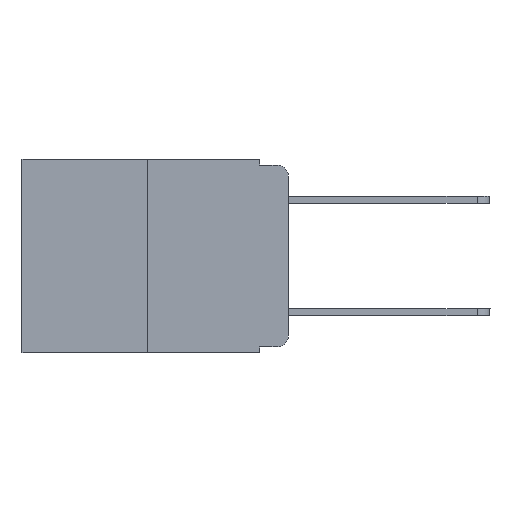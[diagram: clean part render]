
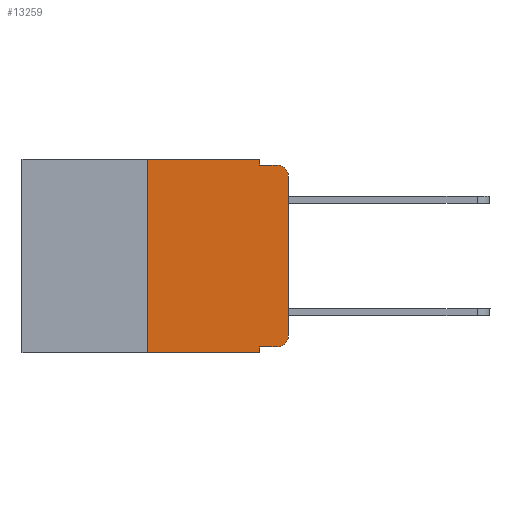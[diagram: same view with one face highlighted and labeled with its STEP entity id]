
A CAD part, left-side view. The second image highlights one B-rep face of the part: STEP entity #13259.
In plain terms, the highlighted planar face has unit normal (-1, 0, 0).
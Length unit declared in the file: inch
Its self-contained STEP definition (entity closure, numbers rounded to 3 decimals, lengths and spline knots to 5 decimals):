
#193 = LINE ( 'NONE', #5965, #11955 ) ;
#279 = DIRECTION ( 'NONE',  ( 0., 0., -1. ) ) ;
#495 = DIRECTION ( 'NONE',  ( 1., 0., 0. ) ) ;
#687 = DIRECTION ( 'NONE',  ( 0., 0., -1. ) ) ;
#957 = DIRECTION ( 'NONE',  ( 0., -1., 0. ) ) ;
#1159 = EDGE_CURVE ( 'NONE', #8055, #5889, #12873, .T. ) ;
#1239 = ORIENTED_EDGE ( 'NONE', *, *, #1374, .F. ) ;
#1263 = ORIENTED_EDGE ( 'NONE', *, *, #13126, .F. ) ;
#1338 = DIRECTION ( 'NONE',  ( 0., 0., 1. ) ) ;
#1374 = EDGE_CURVE ( 'NONE', #10283, #10535, #9815, .T. ) ;
#1447 = ORIENTED_EDGE ( 'NONE', *, *, #1159, .T. ) ;
#1965 = DIRECTION ( 'NONE',  ( 0., 0., -1. ) ) ;
#2047 = EDGE_CURVE ( 'NONE', #5889, #4299, #10702, .T. ) ;
#2576 = CARTESIAN_POINT ( 'NONE',  ( 0., 0.25, 0. ) ) ;
#2639 = DIRECTION ( 'NONE',  ( -1., 0., 0. ) ) ;
#2938 = CARTESIAN_POINT ( 'NONE',  ( 0., 0.02, -0.333 ) ) ;
#3175 = VERTEX_POINT ( 'NONE', #9027 ) ;
#3524 = LINE ( 'NONE', #9139, #4241 ) ;
#4219 = VECTOR ( 'NONE', #687, 39.37008 ) ;
#4241 = VECTOR ( 'NONE', #10386, 39.37008 ) ;
#4299 = VERTEX_POINT ( 'NONE', #6346 ) ;
#4859 = VECTOR ( 'NONE', #957, 39.37008 ) ;
#4910 = ORIENTED_EDGE ( 'NONE', *, *, #7262, .F. ) ;
#5356 = CARTESIAN_POINT ( 'NONE',  ( 0., 0.051, -0.333 ) ) ;
#5437 = CARTESIAN_POINT ( 'NONE',  ( 0., 0.051, -0.01 ) ) ;
#5547 = LINE ( 'NONE', #5437, #4859 ) ;
#5703 = LINE ( 'NONE', #14118, #5885 ) ;
#5735 = VERTEX_POINT ( 'NONE', #14152 ) ;
#5885 = VECTOR ( 'NONE', #14219, 39.37008 ) ;
#5889 = VERTEX_POINT ( 'NONE', #12613 ) ;
#5965 = CARTESIAN_POINT ( 'NONE',  ( 0., 0.25, 0. ) ) ;
#5977 = CARTESIAN_POINT ( 'NONE',  ( 0., 0.051, 0. ) ) ;
#6032 = VERTEX_POINT ( 'NONE', #8176 ) ;
#6346 = CARTESIAN_POINT ( 'NONE',  ( 0., 0., -0.03 ) ) ;
#6388 = CARTESIAN_POINT ( 'NONE',  ( 0., 0.051, 0. ) ) ;
#7262 = EDGE_CURVE ( 'NONE', #6032, #5735, #5547, .T. ) ;
#7274 = ORIENTED_EDGE ( 'NONE', *, *, #10549, .T. ) ;
#7287 = EDGE_LOOP ( 'NONE', ( #8593, #7274, #4910, #12480, #9966, #1263, #9763, #1239, #12706, #1447 ) ) ;
#8055 = VERTEX_POINT ( 'NONE', #2938 ) ;
#8176 = CARTESIAN_POINT ( 'NONE',  ( 0., 0.051, -0.01 ) ) ;
#8593 = ORIENTED_EDGE ( 'NONE', *, *, #2047, .T. ) ;
#9027 = CARTESIAN_POINT ( 'NONE',  ( 0., 0.25, -0.343 ) ) ;
#9084 = VECTOR ( 'NONE', #9447, 39.37008 ) ;
#9139 = CARTESIAN_POINT ( 'NONE',  ( 0., 0.051, -0.333 ) ) ;
#9447 = DIRECTION ( 'NONE',  ( 0., 0., -1. ) ) ;
#9468 = VERTEX_POINT ( 'NONE', #5977 ) ;
#9500 = PLANE ( 'NONE',  #12958 ) ;
#9763 = ORIENTED_EDGE ( 'NONE', *, *, #13237, .T. ) ;
#9815 = LINE ( 'NONE', #10528, #9084 ) ;
#9890 = EDGE_CURVE ( 'NONE', #10283, #8055, #3524, .T. ) ;
#9966 = ORIENTED_EDGE ( 'NONE', *, *, #10619, .F. ) ;
#10283 = VERTEX_POINT ( 'NONE', #5356 ) ;
#10333 = EDGE_CURVE ( 'NONE', #9468, #6032, #12634, .T. ) ;
#10386 = DIRECTION ( 'NONE',  ( 0., -1., 0. ) ) ;
#10515 = AXIS2_PLACEMENT_3D ( 'NONE', #11577, #2639, #279 ) ;
#10528 = CARTESIAN_POINT ( 'NONE',  ( 0., 0.051, 0. ) ) ;
#10535 = VERTEX_POINT ( 'NONE', #12643 ) ;
#10549 = EDGE_CURVE ( 'NONE', #4299, #5735, #11181, .T. ) ;
#10619 = EDGE_CURVE ( 'NONE', #12486, #9468, #10997, .T. ) ;
#10632 = VECTOR ( 'NONE', #13244, 39.37008 ) ;
#10640 = DIRECTION ( 'NONE',  ( 0., 0., -1. ) ) ;
#10667 = AXIS2_PLACEMENT_3D ( 'NONE', #13516, #11148, #1965 ) ;
#10702 = LINE ( 'NONE', #12893, #14475 ) ;
#10997 = LINE ( 'NONE', #14199, #10632 ) ;
#11148 = DIRECTION ( 'NONE',  ( -1., 0., 0. ) ) ;
#11181 = CIRCLE ( 'NONE', #10515, 0.02 ) ;
#11577 = CARTESIAN_POINT ( 'NONE',  ( 0., 0.02, -0.03 ) ) ;
#11955 = VECTOR ( 'NONE', #1338, 39.37008 ) ;
#12480 = ORIENTED_EDGE ( 'NONE', *, *, #10333, .F. ) ;
#12486 = VERTEX_POINT ( 'NONE', #2576 ) ;
#12613 = CARTESIAN_POINT ( 'NONE',  ( 0., 0., -0.313 ) ) ;
#12634 = LINE ( 'NONE', #6388, #4219 ) ;
#12643 = CARTESIAN_POINT ( 'NONE',  ( 0., 0.051, -0.343 ) ) ;
#12706 = ORIENTED_EDGE ( 'NONE', *, *, #9890, .T. ) ;
#12784 = DIRECTION ( 'NONE',  ( 0., 0., 1. ) ) ;
#12852 = FACE_OUTER_BOUND ( 'NONE', #7287, .T. ) ;
#12873 = CIRCLE ( 'NONE', #10667, 0.02 ) ;
#12893 = CARTESIAN_POINT ( 'NONE',  ( 0., 0., 0. ) ) ;
#12958 = AXIS2_PLACEMENT_3D ( 'NONE', #13010, #495, #10640 ) ;
#13010 = CARTESIAN_POINT ( 'NONE',  ( 0., 0.473, 0. ) ) ;
#13126 = EDGE_CURVE ( 'NONE', #3175, #12486, #193, .T. ) ;
#13237 = EDGE_CURVE ( 'NONE', #3175, #10535, #5703, .T. ) ;
#13244 = DIRECTION ( 'NONE',  ( 0., -1., 0. ) ) ;
#13259 = ADVANCED_FACE ( 'NONE', ( #12852 ), #9500, .F. ) ;
#13516 = CARTESIAN_POINT ( 'NONE',  ( 0., 0.02, -0.313 ) ) ;
#14118 = CARTESIAN_POINT ( 'NONE',  ( 0., 0.473, -0.343 ) ) ;
#14152 = CARTESIAN_POINT ( 'NONE',  ( 0., 0.02, -0.01 ) ) ;
#14199 = CARTESIAN_POINT ( 'NONE',  ( 0., 0.473, 0. ) ) ;
#14219 = DIRECTION ( 'NONE',  ( 0., -1., 0. ) ) ;
#14475 = VECTOR ( 'NONE', #12784, 39.37008 ) ;
